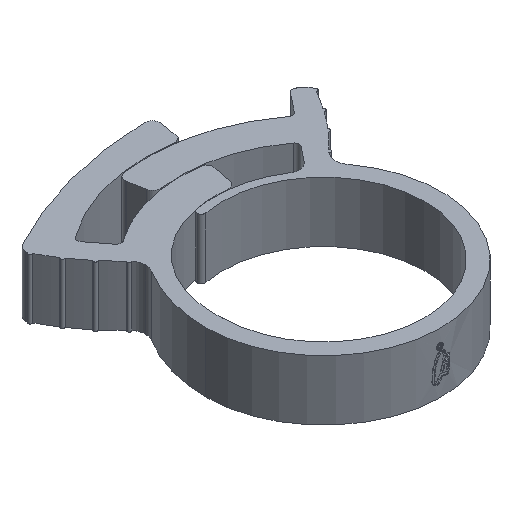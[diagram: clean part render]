
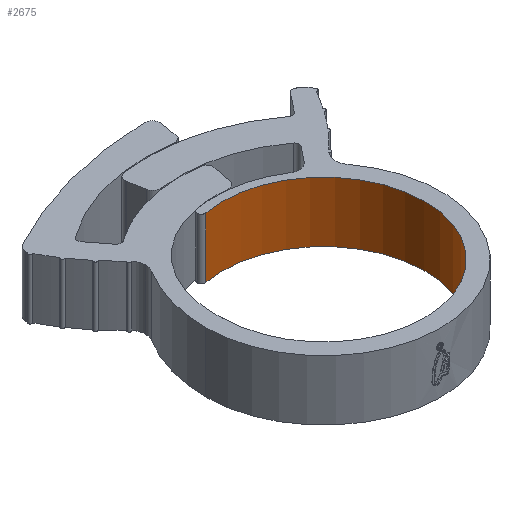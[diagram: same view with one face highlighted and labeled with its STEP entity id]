
A CAD part, isometric view. The second image highlights one B-rep face of the part: STEP entity #2675.
In plain terms, the highlighted cylindrical face has radius 12.6 mm (diameter 25.2 mm), a partial arc.
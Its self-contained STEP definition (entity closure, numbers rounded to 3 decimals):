
#146 = AXIS2_PLACEMENT_3D ( 'NONE', #3924, #2907, #3381 ) ;
#353 = CIRCLE ( 'NONE', #4110, 12.6 ) ;
#653 = CARTESIAN_POINT ( 'NONE',  ( -12.6, 0., -3.75 ) ) ;
#1101 = CIRCLE ( 'NONE', #6529, 12.6 ) ;
#1382 = DIRECTION ( 'NONE',  ( -1., 0., 0. ) ) ;
#1445 = DIRECTION ( 'NONE',  ( 0., 0., -1. ) ) ;
#1449 = VECTOR ( 'NONE', #3260, 1000. ) ;
#1508 = EDGE_CURVE ( 'NONE', #4614, #6014, #1101, .T. ) ;
#2028 = VERTEX_POINT ( 'NONE', #2513 ) ;
#2097 = EDGE_CURVE ( 'NONE', #2028, #6223, #353, .T. ) ;
#2246 = CARTESIAN_POINT ( 'NONE',  ( -2.3, 12.388, 3.75 ) ) ;
#2513 = CARTESIAN_POINT ( 'NONE',  ( -2.3, 12.388, -3.75 ) ) ;
#2675 = ADVANCED_FACE ( 'NONE', ( #3520 ), #3954, .F. ) ;
#2890 = DIRECTION ( 'NONE',  ( -1., 0., 0. ) ) ;
#2907 = DIRECTION ( 'NONE',  ( 0., 0., -1. ) ) ;
#2939 = LINE ( 'NONE', #3919, #6553 ) ;
#3260 = DIRECTION ( 'NONE',  ( 0., 0., -1. ) ) ;
#3381 = DIRECTION ( 'NONE',  ( -1., 0., 0. ) ) ;
#3520 = FACE_OUTER_BOUND ( 'NONE', #3797, .T. ) ;
#3797 = EDGE_LOOP ( 'NONE', ( #4267, #4683, #5541, #4563 ) ) ;
#3919 = CARTESIAN_POINT ( 'NONE',  ( -12.6, 0., 3.75 ) ) ;
#3924 = CARTESIAN_POINT ( 'NONE',  ( 0., 0., 3.75 ) ) ;
#3954 = CYLINDRICAL_SURFACE ( 'NONE', #146, 12.6 ) ;
#4110 = AXIS2_PLACEMENT_3D ( 'NONE', #4436, #5954, #2890 ) ;
#4262 = EDGE_CURVE ( 'NONE', #6014, #6223, #2939, .T. ) ;
#4267 = ORIENTED_EDGE ( 'NONE', *, *, #2097, .T. ) ;
#4436 = CARTESIAN_POINT ( 'NONE',  ( 0., 0., -3.75 ) ) ;
#4563 = ORIENTED_EDGE ( 'NONE', *, *, #5489, .T. ) ;
#4614 = VERTEX_POINT ( 'NONE', #6505 ) ;
#4683 = ORIENTED_EDGE ( 'NONE', *, *, #4262, .F. ) ;
#5176 = CARTESIAN_POINT ( 'NONE',  ( -12.6, 0., 3.75 ) ) ;
#5417 = LINE ( 'NONE', #2246, #1449 ) ;
#5489 = EDGE_CURVE ( 'NONE', #4614, #2028, #5417, .T. ) ;
#5541 = ORIENTED_EDGE ( 'NONE', *, *, #1508, .F. ) ;
#5954 = DIRECTION ( 'NONE',  ( 0., 0., -1. ) ) ;
#6010 = CARTESIAN_POINT ( 'NONE',  ( 0., 0., 3.75 ) ) ;
#6014 = VERTEX_POINT ( 'NONE', #5176 ) ;
#6223 = VERTEX_POINT ( 'NONE', #653 ) ;
#6462 = DIRECTION ( 'NONE',  ( 0., 0., -1. ) ) ;
#6505 = CARTESIAN_POINT ( 'NONE',  ( -2.3, 12.388, 3.75 ) ) ;
#6529 = AXIS2_PLACEMENT_3D ( 'NONE', #6010, #1445, #1382 ) ;
#6553 = VECTOR ( 'NONE', #6462, 1000. ) ;
